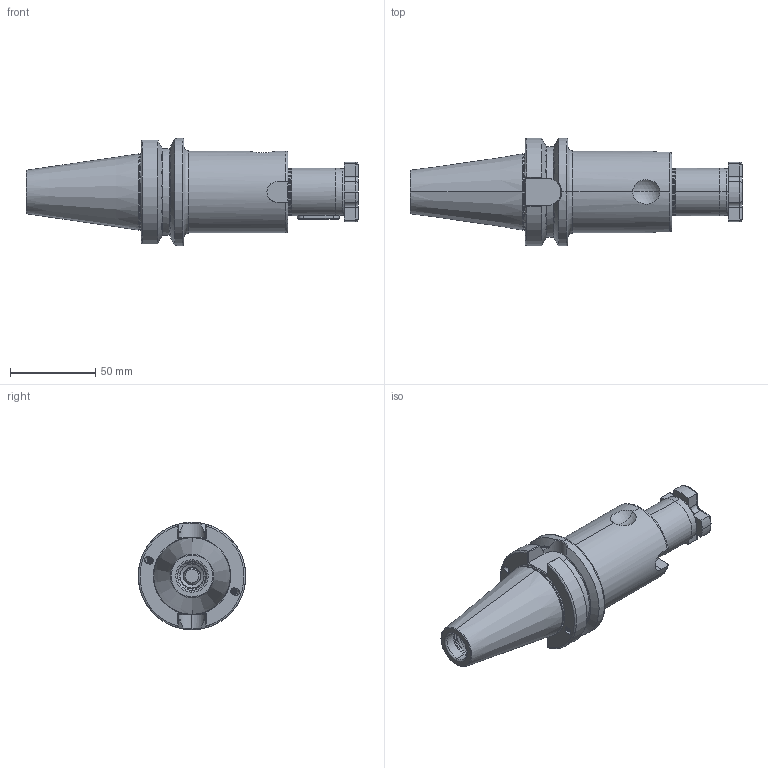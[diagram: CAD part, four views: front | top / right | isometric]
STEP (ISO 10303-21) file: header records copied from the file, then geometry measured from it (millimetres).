
FILE_DESCRIPTION (( 'STEP AP203' ), '1' );
FILE_NAME ('406.10.27.1.STEP', '2016-11-26T01:25:49', ( '' ), ( '' ), 'SwSTEP 2.0', 'SolidWorks 2012', '' );
FILE_SCHEMA (( 'CONFIG_CONTROL_DESIGN' ));
Length unit declared in the file: millimetre
Products named in the file (4): 406.10.27.1; SC27用鍵_7x7x25L; 十字螺絲FMB27
Assembly tree (3 placements, depth 2):
  406.10.27.1
    406.10.27.1
    十字螺絲FMB27
    SC27用鍵_7x7x25L
Bounding box: 194.4 x 63 x 63 mm (x, y, z)
Volume: 241637.6 mm3; surface area: 44988.9 mm2
Topology: 3 solids, 3 shells, 342 faces, 902 edges, 568 vertices
Faces by surface type: cylinder 174, plane 65, torus 44, cone 32, bspline 25, sphere 2
Entity records: 22960 total; most frequent: CARTESIAN_POINT 15036, ORIENTED_EDGE 1804, DIRECTION 1376, EDGE_CURVE 902, VERTEX_POINT 568, AXIS2_PLACEMENT_3D 532, EDGE_LOOP 352, FACE_OUTER_BOUND 342
